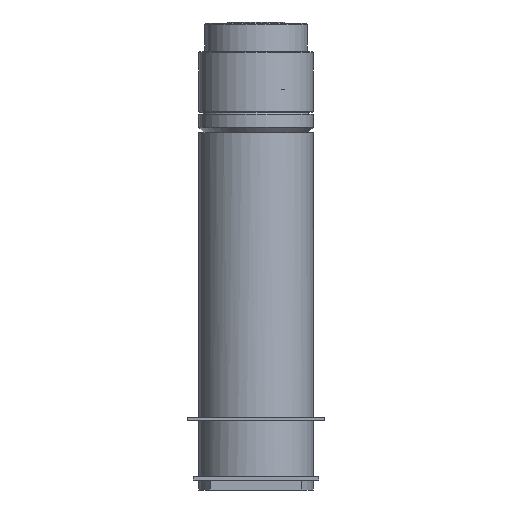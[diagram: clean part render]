
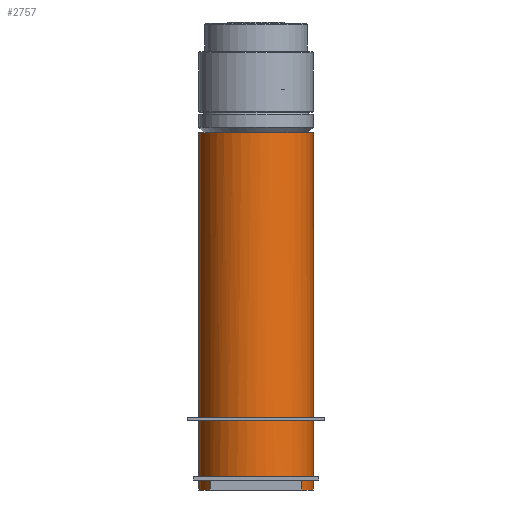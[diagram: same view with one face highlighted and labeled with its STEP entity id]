
A CAD part, front view. The second image highlights one B-rep face of the part: STEP entity #2757.
In plain terms, the highlighted cylindrical face has radius 5 mm (diameter 10 mm), a full revolution.
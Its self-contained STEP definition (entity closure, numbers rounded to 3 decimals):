
#167=LINE('',#4126,#453);
#169=LINE('',#4129,#455);
#286=LINE('',#4486,#572);
#289=LINE('',#4492,#575);
#453=VECTOR('',#3296,1.);
#455=VECTOR('',#3298,1.);
#572=VECTOR('',#3613,0.2);
#575=VECTOR('',#3618,0.2);
#596=CYLINDRICAL_SURFACE('',#2958,5.);
#763=FACE_BOUND('',#1124,.T.);
#764=FACE_BOUND('',#1125,.T.);
#948=FACE_OUTER_BOUND('',#1123,.T.);
#1123=EDGE_LOOP('',(#2482,#2483,#2484,#2485,#2486,#2487));
#1124=EDGE_LOOP('',(#2488,#2489,#2490,#2491));
#1125=EDGE_LOOP('',(#2492));
#1148=CIRCLE('',#2847,5.);
#1149=CIRCLE('',#2849,5.);
#1150=CIRCLE('',#2852,5.);
#1151=CIRCLE('',#2854,5.);
#1178=CIRCLE('',#2948,5.);
#1179=CIRCLE('',#2957,5.);
#1180=CIRCLE('',#2959,5.);
#1303=VERTEX_POINT('',#4090);
#1305=VERTEX_POINT('',#4096);
#1309=VERTEX_POINT('',#4119);
#1310=VERTEX_POINT('',#4123);
#1311=VERTEX_POINT('',#4125);
#1312=VERTEX_POINT('',#4127);
#1409=VERTEX_POINT('',#4468);
#1410=VERTEX_POINT('',#4469);
#1417=VERTEX_POINT('',#4485);
#1419=VERTEX_POINT('',#4491);
#1423=VERTEX_POINT('',#4514);
#1607=EDGE_CURVE('',#1303,#1305,#1148,.T.);
#1609=EDGE_CURVE('',#1305,#1309,#1149,.T.);
#1611=EDGE_CURVE('',#1311,#1310,#167,.T.);
#1613=EDGE_CURVE('',#1309,#1312,#169,.T.);
#1614=EDGE_CURVE('',#1310,#1303,#1150,.T.);
#1615=EDGE_CURVE('',#1312,#1311,#1151,.T.);
#1757=EDGE_CURVE('',#1409,#1410,#1178,.T.);
#1765=EDGE_CURVE('',#1417,#1409,#286,.T.);
#1768=EDGE_CURVE('',#1410,#1419,#289,.T.);
#1779=EDGE_CURVE('',#1419,#1417,#1179,.T.);
#1780=EDGE_CURVE('',#1423,#1423,#1180,.T.);
#2482=ORIENTED_EDGE('',*,*,#1611,.T.);
#2483=ORIENTED_EDGE('',*,*,#1614,.T.);
#2484=ORIENTED_EDGE('',*,*,#1607,.T.);
#2485=ORIENTED_EDGE('',*,*,#1609,.T.);
#2486=ORIENTED_EDGE('',*,*,#1613,.T.);
#2487=ORIENTED_EDGE('',*,*,#1615,.T.);
#2488=ORIENTED_EDGE('',*,*,#1765,.T.);
#2489=ORIENTED_EDGE('',*,*,#1757,.T.);
#2490=ORIENTED_EDGE('',*,*,#1768,.T.);
#2491=ORIENTED_EDGE('',*,*,#1779,.T.);
#2492=ORIENTED_EDGE('',*,*,#1780,.T.);
#2757=ADVANCED_FACE('',(#948,#763,#764),#596,.T.);
#2847=AXIS2_PLACEMENT_3D('',#4117,#3286,#3287);
#2849=AXIS2_PLACEMENT_3D('',#4121,#3291,#3292);
#2852=AXIS2_PLACEMENT_3D('',#4131,#3301,#3302);
#2854=AXIS2_PLACEMENT_3D('',#4133,#3305,#3306);
#2948=AXIS2_PLACEMENT_3D('',#4470,#3602,#3603);
#2957=AXIS2_PLACEMENT_3D('',#4512,#3641,#3642);
#2958=AXIS2_PLACEMENT_3D('',#4513,#3643,#3644);
#2959=AXIS2_PLACEMENT_3D('',#4515,#3645,#3646);
#3286=DIRECTION('center_axis',(0.,0.,1.));
#3287=DIRECTION('ref_axis',(-1.,0.,0.));
#3291=DIRECTION('center_axis',(0.,0.,1.));
#3292=DIRECTION('ref_axis',(-1.,0.,0.));
#3296=DIRECTION('',(0.,0.,1.));
#3298=DIRECTION('',(0.,0.,-1.));
#3301=DIRECTION('center_axis',(0.,0.,1.));
#3302=DIRECTION('ref_axis',(-1.,0.,0.));
#3305=DIRECTION('center_axis',(0.,0.,1.));
#3306=DIRECTION('ref_axis',(-1.,0.,0.));
#3602=DIRECTION('center_axis',(0.,0.,
-1.));
#3603=DIRECTION('ref_axis',(-1.,0.,0.));
#3613=DIRECTION('',(0.,0.,-1.));
#3618=DIRECTION('',(0.,0.,1.));
#3641=DIRECTION('center_axis',(0.,0.,
1.));
#3642=DIRECTION('ref_axis',(-1.,0.,0.));
#3643=DIRECTION('center_axis',(0.,0.,1.));
#3644=DIRECTION('ref_axis',(-1.,0.,0.));
#3645=DIRECTION('center_axis',(0.,0.,-1.));
#3646=DIRECTION('ref_axis',(-1.,0.,0.));
#4090=CARTESIAN_POINT('',(-3.75,-3.307,-4.5));
#4096=CARTESIAN_POINT('',(3.75,-3.307,-4.5));
#4117=CARTESIAN_POINT('Origin',(0.,0.,-4.5));
#4119=CARTESIAN_POINT('',(4.,-3.,-4.5));
#4121=CARTESIAN_POINT('Origin',(0.,0.,-4.5));
#4123=CARTESIAN_POINT('',(-4.,-3.,-4.5));
#4125=CARTESIAN_POINT('',(-4.,-3.,-5.5));
#4126=CARTESIAN_POINT('',(-4.,-3.,0.));
#4127=CARTESIAN_POINT('',(4.,-3.,-5.5));
#4129=CARTESIAN_POINT('',(4.,-3.,0.));
#4131=CARTESIAN_POINT('Origin',(0.,0.,-4.5));
#4133=CARTESIAN_POINT('Origin',(0.,0.,-5.5));
#4468=CARTESIAN_POINT('',(1.55,-4.754,0.55));
#4469=CARTESIAN_POINT('',(-1.55,-4.754,0.55));
#4470=CARTESIAN_POINT('Origin',(0.,0.,0.55));
#4485=CARTESIAN_POINT('',(1.55,-4.754,0.75));
#4486=CARTESIAN_POINT('',(1.55,-4.754,0.));
#4491=CARTESIAN_POINT('',(-1.55,-4.754,0.75));
#4492=CARTESIAN_POINT('',(-1.55,-4.754,0.));
#4512=CARTESIAN_POINT('Origin',(0.,0.,0.75));
#4513=CARTESIAN_POINT('Origin',(0.,0.,0.));
#4514=CARTESIAN_POINT('',(5.,0.,25.7));
#4515=CARTESIAN_POINT('Origin',(0.,0.,25.7));
